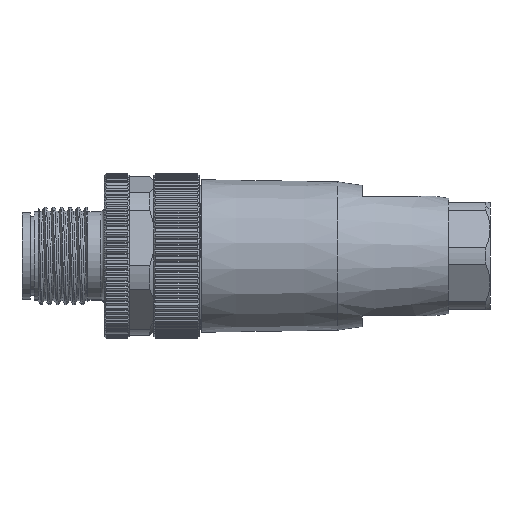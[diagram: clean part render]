
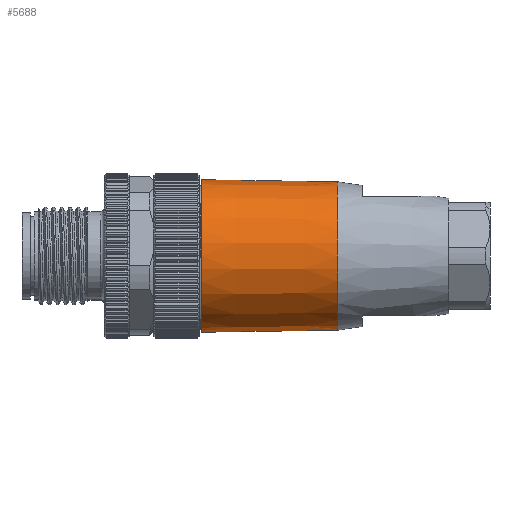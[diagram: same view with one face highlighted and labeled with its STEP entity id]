
A CAD part, front view. The second image highlights one B-rep face of the part: STEP entity #5688.
In plain terms, the highlighted conical face has half-angle 0.868 degrees and reference radius 9 mm.
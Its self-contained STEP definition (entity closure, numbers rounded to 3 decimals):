
#20 = EDGE_CURVE ( 'NONE', #46834, #19996, #50909, .T. ) ;
#184 = AXIS2_PLACEMENT_3D ( 'NONE', #47796, #51557, #39784 ) ;
#478 = LINE ( 'NONE', #50107, #37541 ) ;
#1207 = AXIS2_PLACEMENT_3D ( 'NONE', #39423, #31365, #35395 ) ;
#1527 = DIRECTION ( 'NONE',  ( -1., 0., -0.015 ) ) ;
#3014 = CARTESIAN_POINT ( 'NONE',  ( 20., 0., 0. ) ) ;
#3975 = CARTESIAN_POINT ( 'NONE',  ( 3.5, 0., 9.25 ) ) ;
#5688 = ADVANCED_FACE ( 'NONE', ( #27452 ), #32191, .T. ) ;
#10580 = ORIENTED_EDGE ( 'NONE', *, *, #41160, .T. ) ;
#11235 = VECTOR ( 'NONE', #28484, 1000. ) ;
#11300 = DIRECTION ( 'NONE',  ( 0., 0., 1. ) ) ;
#16061 = ORIENTED_EDGE ( 'NONE', *, *, #17575, .F. ) ;
#17575 = EDGE_CURVE ( 'NONE', #25602, #46834, #478, .T. ) ;
#19207 = ORIENTED_EDGE ( 'NONE', *, *, #33010, .T. ) ;
#19996 = VERTEX_POINT ( 'NONE', #3975 ) ;
#23468 = CARTESIAN_POINT ( 'NONE',  ( 3.5, 0., -9.25 ) ) ;
#24180 = LINE ( 'NONE', #52868, #11235 ) ;
#24388 = VERTEX_POINT ( 'NONE', #29051 ) ;
#25058 = CIRCLE ( 'NONE', #184, 9. ) ;
#25545 = CARTESIAN_POINT ( 'NONE',  ( 20., 0., -9. ) ) ;
#25602 = VERTEX_POINT ( 'NONE', #25545 ) ;
#25948 = ORIENTED_EDGE ( 'NONE', *, *, #20, .F. ) ;
#27452 = FACE_OUTER_BOUND ( 'NONE', #36216, .T. ) ;
#28484 = DIRECTION ( 'NONE',  ( -1., 0., 0.015 ) ) ;
#29051 = CARTESIAN_POINT ( 'NONE',  ( 20., 0., 9. ) ) ;
#31365 = DIRECTION ( 'NONE',  ( -1., 0., 0. ) ) ;
#32191 = CONICAL_SURFACE ( 'NONE', #41601, 9., 0.015 ) ;
#33010 = EDGE_CURVE ( 'NONE', #25602, #24388, #25058, .T. ) ;
#35395 = DIRECTION ( 'NONE',  ( 0., 0., 1. ) ) ;
#36216 = EDGE_LOOP ( 'NONE', ( #16061, #19207, #10580, #25948 ) ) ;
#37541 = VECTOR ( 'NONE', #1527, 1000. ) ;
#39423 = CARTESIAN_POINT ( 'NONE',  ( 3.5, 0., 0. ) ) ;
#39784 = DIRECTION ( 'NONE',  ( 0., 0., 1. ) ) ;
#41160 = EDGE_CURVE ( 'NONE', #24388, #19996, #24180, .T. ) ;
#41601 = AXIS2_PLACEMENT_3D ( 'NONE', #3014, #51844, #11300 ) ;
#46834 = VERTEX_POINT ( 'NONE', #23468 ) ;
#47796 = CARTESIAN_POINT ( 'NONE',  ( 20., 0., 0. ) ) ;
#50107 = CARTESIAN_POINT ( 'NONE',  ( 20., 0., -9. ) ) ;
#50909 = CIRCLE ( 'NONE', #1207, 9.25 ) ;
#51557 = DIRECTION ( 'NONE',  ( -1., 0., 0. ) ) ;
#51844 = DIRECTION ( 'NONE',  ( -1., 0., 0. ) ) ;
#52868 = CARTESIAN_POINT ( 'NONE',  ( 20., 0., 9. ) ) ;
